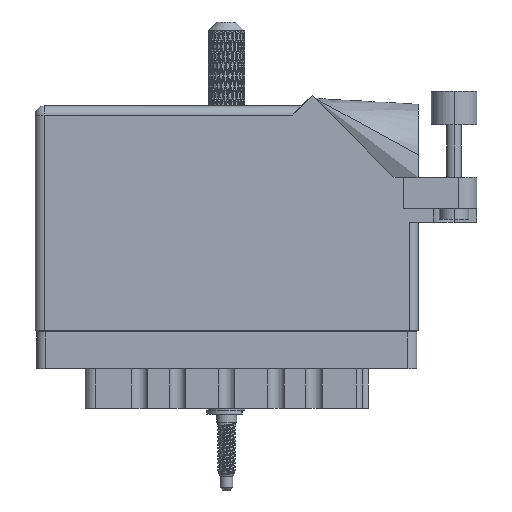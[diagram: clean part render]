
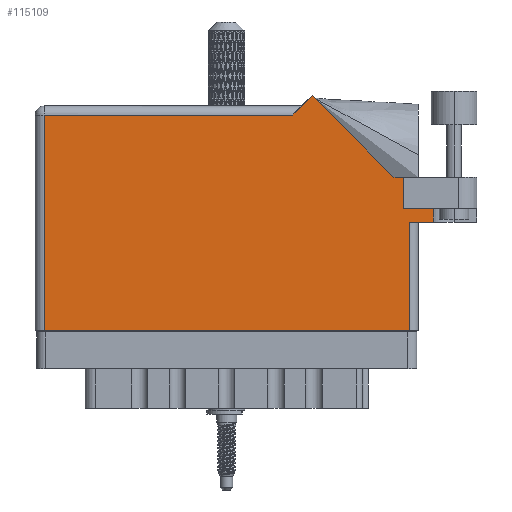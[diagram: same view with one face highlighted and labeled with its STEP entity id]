
A CAD part, front view. The second image highlights one B-rep face of the part: STEP entity #115109.
In plain terms, the highlighted face is planar.
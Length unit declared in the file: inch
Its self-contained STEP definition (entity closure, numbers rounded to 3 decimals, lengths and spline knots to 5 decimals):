
#1845 = DIRECTION ( 'NONE',  ( -1., 0., 0. ) ) ;
#1960 = VERTEX_POINT ( 'NONE', #84170 ) ;
#2595 = CARTESIAN_POINT ( 'NONE',  ( 0.062, 0., 0. ) ) ;
#10614 = VERTEX_POINT ( 'NONE', #102612 ) ;
#11576 = VERTEX_POINT ( 'NONE', #43811 ) ;
#11725 = CARTESIAN_POINT ( 'NONE',  ( 0.062, 1.468, 0. ) ) ;
#12121 = ORIENTED_EDGE ( 'NONE', *, *, #86374, .T. ) ;
#12703 = VECTOR ( 'NONE', #74377, 39.37008 ) ;
#17010 = VECTOR ( 'NONE', #1845, 39.37008 ) ;
#18544 = ORIENTED_EDGE ( 'NONE', *, *, #112742, .T. ) ;
#20692 = VERTEX_POINT ( 'NONE', #77086 ) ;
#23226 = CARTESIAN_POINT ( 'NONE',  ( 0., 0., 0. ) ) ;
#25282 = ORIENTED_EDGE ( 'NONE', *, *, #28528, .T. ) ;
#27952 = ORIENTED_EDGE ( 'NONE', *, *, #69286, .F. ) ;
#28419 = FACE_OUTER_BOUND ( 'NONE', #32073, .T. ) ;
#28528 = EDGE_CURVE ( 'NONE', #47428, #11576, #30532, .T. ) ;
#29617 = DIRECTION ( 'NONE',  ( -1., 0., 0. ) ) ;
#29692 = VERTEX_POINT ( 'NONE', #33390 ) ;
#30532 = LINE ( 'NONE', #49895, #78697 ) ;
#30818 = VECTOR ( 'NONE', #96017, 39.37008 ) ;
#31137 = DIRECTION ( 'NONE',  ( -0.707, 0.707, 0. ) ) ;
#31590 = VECTOR ( 'NONE', #54867, 39.37008 ) ;
#32073 = EDGE_LOOP ( 'NONE', ( #62488, #68352, #105884, #27952, #42974, #12121, #68718, #25282, #18544, #37609, #80542 ) ) ;
#32278 = LINE ( 'NONE', #2595, #66316 ) ;
#33326 = VERTEX_POINT ( 'NONE', #92221 ) ;
#33390 = CARTESIAN_POINT ( 'NONE',  ( 0.062, 0., 0. ) ) ;
#37609 = ORIENTED_EDGE ( 'NONE', *, *, #82032, .T. ) ;
#39632 = EDGE_CURVE ( 'NONE', #82402, #47628, #116920, .T. ) ;
#39704 = VECTOR ( 'NONE', #84380, 39.37008 ) ;
#40643 = CARTESIAN_POINT ( 'NONE',  ( 3.012, 1.044, 0. ) ) ;
#42237 = CARTESIAN_POINT ( 'NONE',  ( 2.512, 0.831, 0. ) ) ;
#42974 = ORIENTED_EDGE ( 'NONE', *, *, #39632, .F. ) ;
#43318 = VECTOR ( 'NONE', #91551, 39.37008 ) ;
#43811 = CARTESIAN_POINT ( 'NONE',  ( 1.88971, 1.60071, 0. ) ) ;
#45508 = VECTOR ( 'NONE', #106182, 39.37008 ) ;
#47191 = PLANE ( 'NONE',  #118846 ) ;
#47428 = VERTEX_POINT ( 'NONE', #94244 ) ;
#47628 = VERTEX_POINT ( 'NONE', #101395 ) ;
#48409 = VERTEX_POINT ( 'NONE', #62950 ) ;
#49895 = CARTESIAN_POINT ( 'NONE',  ( 2.44642, 1.044, 0. ) ) ;
#51186 = LINE ( 'NONE', #88109, #30818 ) ;
#54285 = VECTOR ( 'NONE', #95744, 39.37008 ) ;
#54606 = CARTESIAN_POINT ( 'NONE',  ( 2.612, 0.737, 0. ) ) ;
#54867 = DIRECTION ( 'NONE',  ( 0., -1., 0. ) ) ;
#57113 = EDGE_CURVE ( 'NONE', #29692, #33326, #107371, .T. ) ;
#57123 = LINE ( 'NONE', #104954, #39704 ) ;
#62488 = ORIENTED_EDGE ( 'NONE', *, *, #57113, .T. ) ;
#62950 = CARTESIAN_POINT ( 'NONE',  ( 2.55, 0.737, 0. ) ) ;
#65323 = EDGE_CURVE ( 'NONE', #96720, #29692, #32278, .T. ) ;
#66316 = VECTOR ( 'NONE', #113439, 39.37008 ) ;
#68352 = ORIENTED_EDGE ( 'NONE', *, *, #105684, .T. ) ;
#68718 = ORIENTED_EDGE ( 'NONE', *, *, #91958, .T. ) ;
#69286 = EDGE_CURVE ( 'NONE', #47628, #10614, #93008, .T. ) ;
#74260 = CARTESIAN_POINT ( 'NONE',  ( 2.7135, 1.16177, 0. ) ) ;
#74377 = DIRECTION ( 'NONE',  ( 0., 1., 0. ) ) ;
#77086 = CARTESIAN_POINT ( 'NONE',  ( 2.512, 1.044, 0. ) ) ;
#78697 = VECTOR ( 'NONE', #31137, 39.37008 ) ;
#80542 = ORIENTED_EDGE ( 'NONE', *, *, #65323, .T. ) ;
#81649 = LINE ( 'NONE', #118595, #12703 ) ;
#82032 = EDGE_CURVE ( 'NONE', #1960, #96720, #93279, .T. ) ;
#82402 = VERTEX_POINT ( 'NONE', #42237 ) ;
#84170 = CARTESIAN_POINT ( 'NONE',  ( 1.757, 1.468, 0. ) ) ;
#84380 = DIRECTION ( 'NONE',  ( -0.707, -0.707, 0. ) ) ;
#86374 = EDGE_CURVE ( 'NONE', #82402, #20692, #51186, .T. ) ;
#86646 = LINE ( 'NONE', #40643, #54285 ) ;
#88109 = CARTESIAN_POINT ( 'NONE',  ( 2.512, 0.831, 0. ) ) ;
#91551 = DIRECTION ( 'NONE',  ( 1., 0., 0. ) ) ;
#91875 = DIRECTION ( 'NONE',  ( 1., 0., 0. ) ) ;
#91958 = EDGE_CURVE ( 'NONE', #20692, #47428, #86646, .T. ) ;
#92221 = CARTESIAN_POINT ( 'NONE',  ( 2.55, 0., 0. ) ) ;
#93008 = LINE ( 'NONE', #74260, #31590 ) ;
#93279 = LINE ( 'NONE', #93895, #17010 ) ;
#93895 = CARTESIAN_POINT ( 'NONE',  ( 0., 1.468, 0. ) ) ;
#94244 = CARTESIAN_POINT ( 'NONE',  ( 2.44642, 1.044, 0. ) ) ;
#94988 = CARTESIAN_POINT ( 'NONE',  ( 0., 1.53, 0. ) ) ;
#95744 = DIRECTION ( 'NONE',  ( -1., 0., 0. ) ) ;
#96017 = DIRECTION ( 'NONE',  ( 0., 1., 0. ) ) ;
#96720 = VERTEX_POINT ( 'NONE', #11725 ) ;
#98794 = EDGE_CURVE ( 'NONE', #48409, #10614, #100659, .T. ) ;
#100659 = LINE ( 'NONE', #54606, #43318 ) ;
#101395 = CARTESIAN_POINT ( 'NONE',  ( 2.7135, 0.831, 0. ) ) ;
#101580 = CARTESIAN_POINT ( 'NONE',  ( 2.512, 0.831, 0. ) ) ;
#102285 = DIRECTION ( 'NONE',  ( 0., 0., -1. ) ) ;
#102612 = CARTESIAN_POINT ( 'NONE',  ( 2.7135, 0.737, 0. ) ) ;
#104954 = CARTESIAN_POINT ( 'NONE',  ( 1.819, 1.53, 0. ) ) ;
#105684 = EDGE_CURVE ( 'NONE', #33326, #48409, #81649, .T. ) ;
#105884 = ORIENTED_EDGE ( 'NONE', *, *, #98794, .T. ) ;
#106182 = DIRECTION ( 'NONE',  ( 1., 0., 0. ) ) ;
#107371 = LINE ( 'NONE', #23226, #45508 ) ;
#112742 = EDGE_CURVE ( 'NONE', #11576, #1960, #57123, .T. ) ;
#113439 = DIRECTION ( 'NONE',  ( 0., -1., 0. ) ) ;
#115109 = ADVANCED_FACE ( 'NONE', ( #28419 ), #47191, .F. ) ;
#115998 = VECTOR ( 'NONE', #91875, 39.37008 ) ;
#116920 = LINE ( 'NONE', #101580, #115998 ) ;
#118595 = CARTESIAN_POINT ( 'NONE',  ( 2.55, 0.737, 0. ) ) ;
#118846 = AXIS2_PLACEMENT_3D ( 'NONE', #94988, #102285, #29617 ) ;
